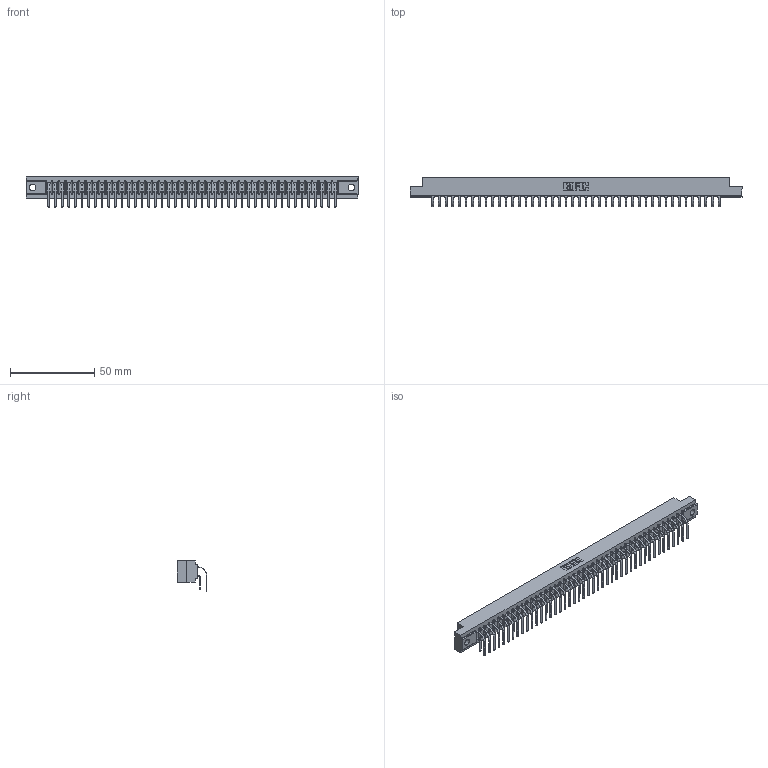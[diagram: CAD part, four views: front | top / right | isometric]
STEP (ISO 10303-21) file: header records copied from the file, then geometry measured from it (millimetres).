
FILE_DESCRIPTION (( 'STEP AP203' ), '1' );
FILE_NAME ('307-088-559-204.STEP', '2022-07-08T19:40:00', ( '' ), ( '' ), 'SwSTEP 2.0', 'SolidWorks 2020', '' );
FILE_SCHEMA (( 'CONFIG_CONTROL_DESIGN' ));
Length unit declared in the file: inch
Products named in the file (4): 307 Part_.156 Dia Mounting Holes; 307-088-559-204; 307-290-001_559 - 2 (Single); 307-290-001_558 559 - 1 (Single)
Assembly tree (89 placements, depth 2):
  307-088-559-204
    307 Part_.156 Dia Mounting Holes
    307-290-001_558 559 - 1 (Single)  x44
    307-290-001_559 - 2 (Single)  x44
Bounding box: 197.36 x 17.51 x 18.07 mm (x, y, z)
Volume: 21225.9 mm3; surface area: 27730.6 mm2
Topology: 89 solids, 89 shells, 4577 faces, 12855 edges, 8330 vertices
Faces by surface type: plane 2988, cylinder 1499, sphere 90
Entity records: 40747 total; most frequent: CARTESIAN_POINT 6672, ORIENTED_EDGE 6610, DIRECTION 6525, EDGE_CURVE 3305, LINE 2543, VECTOR 2543, VERTEX_POINT 2138, AXIS2_PLACEMENT_3D 1991
